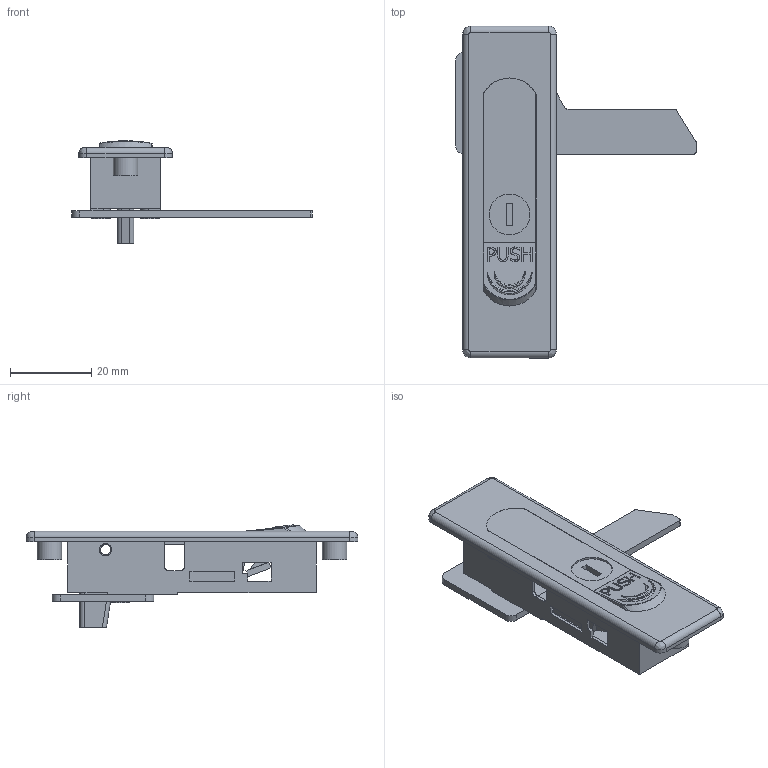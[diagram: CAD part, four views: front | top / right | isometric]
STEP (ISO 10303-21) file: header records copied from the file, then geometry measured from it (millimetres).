
FILE_DESCRIPTION(/* description */ (''),/* implementation_level */ '2;1');
FILE_NAME(/* name */ 'DR_MG1-1K.stp',/* time_stamp */ '2023-01-16T17:20:37+09:00',/* author */ ('user'),/* organization */ (''),/* preprocessor_version */ 'ST-DEVELOPER v15.6',/* originating_system */ 'Autodesk Inventor 2015',/* authorisation */ '');
FILE_SCHEMA (('AUTOMOTIVE_DESIGN { 1 0 10303 214 3 1 1 }'));
Length unit declared in the file: millimetre
Products named in the file (4): DR_MG1-1K; DR_MG1-1K-H; DR_MG1-1K-R - 복사본
Bounding box: 59 x 81.5 x 25.11 mm (x, y, z)
Volume: 11421.5 mm3; surface area: 14087.8 mm2
Topology: 6 solids, 6 shells, 299 faces, 815 edges, 532 vertices
Faces by surface type: plane 185, cylinder 64, bspline 46, torus 4
Full cylindrical faces by diameter (mm): 3 x3, 3.242 x2, 3.5 x2, 4.5 x2, 6 x2, 10 x1
Entity records: 10213 total; most frequent: CARTESIAN_POINT 2774, ORIENTED_EDGE 1584, DIRECTION 1388, EDGE_CURVE 792, LINE 558, VECTOR 558, VERTEX_POINT 526, AXIS2_PLACEMENT_3D 415
